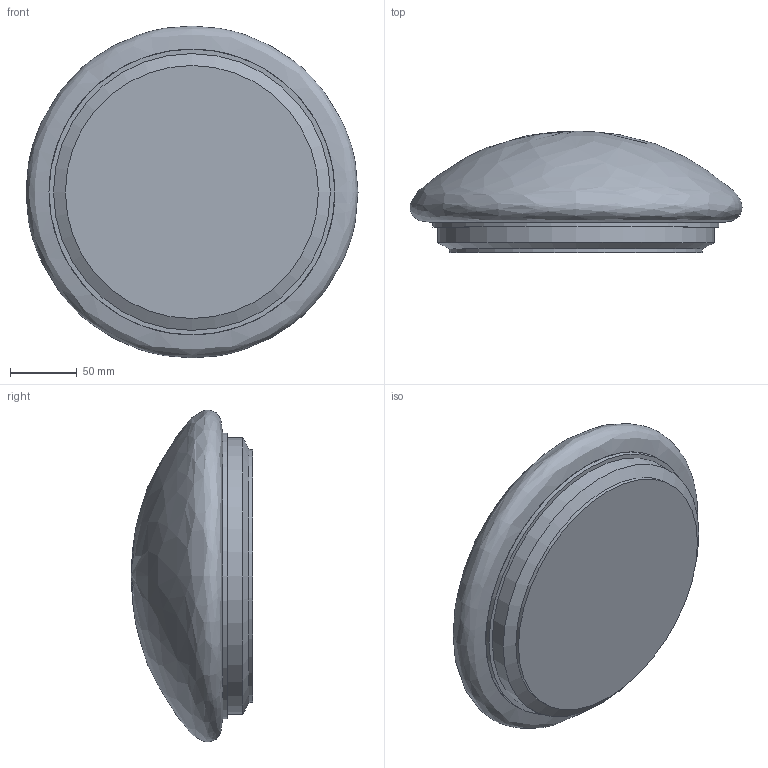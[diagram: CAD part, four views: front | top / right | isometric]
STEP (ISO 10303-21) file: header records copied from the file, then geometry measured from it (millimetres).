
FILE_DESCRIPTION (( 'STEP AP214' ), '1' );
FILE_NAME ('SF_CIRC_250.STEP', '2022-06-21T07:57:44', ( '' ), ( '' ), 'SwSTEP 2.0', 'SolidWorks 2020', '' );
FILE_SCHEMA (( 'AUTOMOTIVE_DESIGN' ));
Length unit declared in the file: millimetre
Products named in the file (1): SF_CIRC_250
Bounding box: 249.29 x 91 x 249.2 mm (x, y, z)
Volume: 2906638.3 mm3; surface area: 199744.9 mm2
Topology: 2 solids, 2 shells, 9 faces, 14 edges, 9 vertices
Faces by surface type: plane 4, cylinder 3, bspline 1, cone 1
Full cylindrical faces by diameter (mm): 190 x1, 207.82 x1, 214.662 x1
Entity records: 300 total; most frequent: CARTESIAN_POINT 119, DIRECTION 30, ORIENTED_EDGE 16, AXIS2_PLACEMENT_3D 15, EDGE_LOOP 14, FACE_OUTER_BOUND 12, ADVANCED_FACE 9, VERTEX_POINT 8
